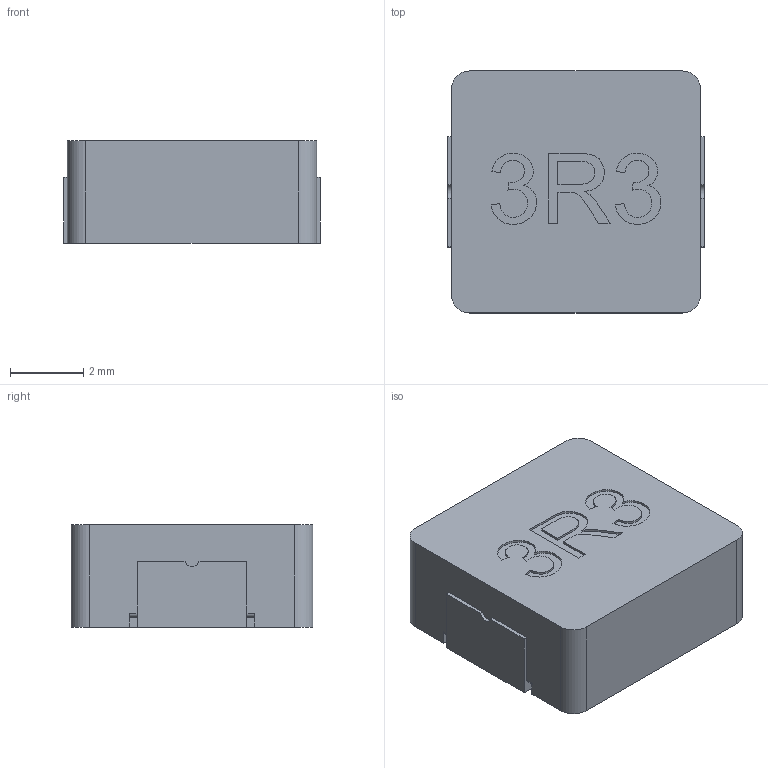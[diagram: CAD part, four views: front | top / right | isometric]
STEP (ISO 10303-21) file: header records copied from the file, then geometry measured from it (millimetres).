
FILE_DESCRIPTION(/* description */ (''),/* implementation_level */ '2;1');
FILE_NAME(/* name */ 'IND-L7-W6.6.step',/* time_stamp */ '2022-02-12T17:17:44+08:00',/* author */ (''),/* organization */ (''),/* preprocessor_version */ 'ST-DEVELOPER v18.1',/* originating_system */ 'Autodesk Translation Framework v10.13.0.1454',/* authorisation */ '');
FILE_SCHEMA (('AUTOMOTIVE_DESIGN { 1 0 10303 214 3 1 1 }'));
Length unit declared in the file: millimetre
Products named in the file (1): IND-L7-W6.6
Bounding box: 7 x 6.6 x 2.8 mm (x, y, z)
Volume: 125.2 mm3; surface area: 172.6 mm2
Topology: 1 solids, 1 shells, 129 faces, 369 edges, 246 vertices
Faces by surface type: bspline 70, plane 49, cylinder 10
Entity records: 4914 total; most frequent: CARTESIAN_POINT 1935, ORIENTED_EDGE 738, EDGE_CURVE 369, DIRECTION 369, VERTEX_POINT 246, LINE 209, VECTOR 209, B_SPLINE_CURVE_WITH_KNOTS 140
